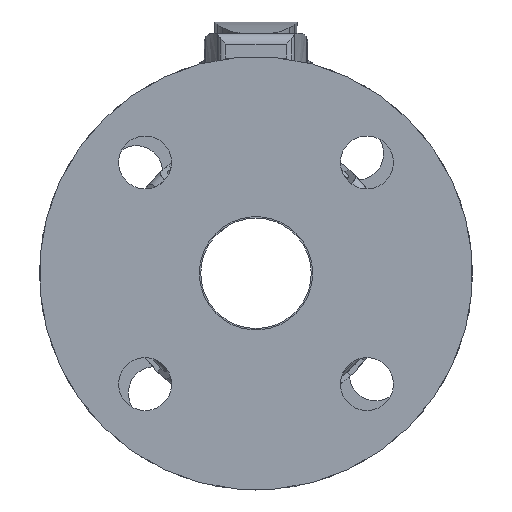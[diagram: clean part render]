
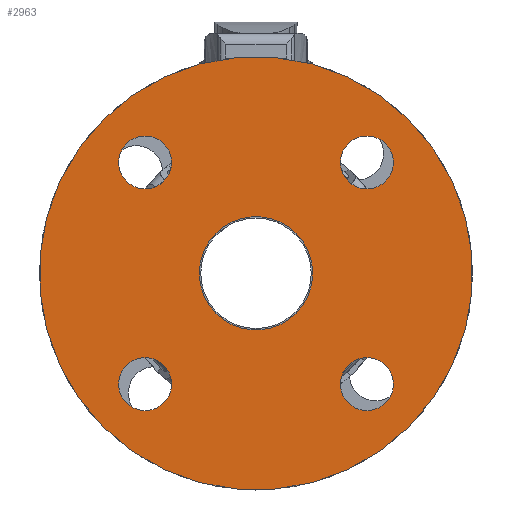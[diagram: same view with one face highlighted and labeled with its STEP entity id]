
A CAD part, left-side view. The second image highlights one B-rep face of the part: STEP entity #2963.
In plain terms, the highlighted planar face has unit normal (-1, 0, 0).
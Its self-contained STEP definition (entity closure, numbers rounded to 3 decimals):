
#2963=ADVANCED_FACE('',(#5999,#6000,#6001,#6002,#6003,#6004),#6005,.T.);
#5999=FACE_BOUND('',#9132,.T.);
#6000=FACE_BOUND('',#9133,.T.);
#6001=FACE_BOUND('',#9134,.T.);
#6002=FACE_BOUND('',#9135,.T.);
#6003=FACE_OUTER_BOUND('',#9136,.T.);
#6004=FACE_BOUND('',#9137,.T.);
#6005=PLANE('',#9138);
#9132=EDGE_LOOP('',(#18357,#18358));
#9133=EDGE_LOOP('',(#18359,#18360));
#9134=EDGE_LOOP('',(#18361,#18362));
#9135=EDGE_LOOP('',(#18363,#18364));
#9136=EDGE_LOOP('',(#18365,#18366));
#9137=EDGE_LOOP('',(#18367,#18368));
#9138=AXIS2_PLACEMENT_3D('',#18369,#18370,#18371);
#18357=ORIENTED_EDGE('',*,*,#22669,.T.);
#18358=ORIENTED_EDGE('',*,*,#22656,.T.);
#18359=ORIENTED_EDGE('',*,*,#22672,.T.);
#18360=ORIENTED_EDGE('',*,*,#22651,.T.);
#18361=ORIENTED_EDGE('',*,*,#22675,.T.);
#18362=ORIENTED_EDGE('',*,*,#22646,.T.);
#18363=ORIENTED_EDGE('',*,*,#22678,.T.);
#18364=ORIENTED_EDGE('',*,*,#22641,.T.);
#18365=ORIENTED_EDGE('',*,*,#22631,.T.);
#18366=ORIENTED_EDGE('',*,*,#22685,.T.);
#18367=ORIENTED_EDGE('',*,*,#22624,.F.);
#18368=ORIENTED_EDGE('',*,*,#22687,.F.);
#18369=CARTESIAN_POINT('',(-99.9,-14.142,14.142));
#18370=DIRECTION('',(-1.0,0.,0.));
#18371=DIRECTION('',(0.,0.707,0.707));
#22624=EDGE_CURVE('',#28179,#28182,#28183,.T.);
#22631=EDGE_CURVE('',#28189,#28193,#28195,.T.);
#22641=EDGE_CURVE('',#28207,#28211,#28213,.T.);
#22646=EDGE_CURVE('',#28216,#28220,#28222,.T.);
#22651=EDGE_CURVE('',#28225,#28229,#28231,.T.);
#22656=EDGE_CURVE('',#28234,#28238,#28240,.T.);
#22669=EDGE_CURVE('',#28238,#28234,#28258,.T.);
#22672=EDGE_CURVE('',#28229,#28225,#28261,.T.);
#22675=EDGE_CURVE('',#28220,#28216,#28264,.T.);
#22678=EDGE_CURVE('',#28211,#28207,#28267,.T.);
#22685=EDGE_CURVE('',#28193,#28189,#28274,.T.);
#22687=EDGE_CURVE('',#28182,#28179,#28276,.T.);
#28179=VERTEX_POINT('',#37394);
#28182=VERTEX_POINT('',#37398);
#28183=CIRCLE('',#37399,20.0);
#28189=VERTEX_POINT('',#37406);
#28193=VERTEX_POINT('',#37411);
#28195=CIRCLE('',#37414,76.5);
#28207=VERTEX_POINT('',#37428);
#28211=VERTEX_POINT('',#37433);
#28213=CIRCLE('',#37436,9.35);
#28216=VERTEX_POINT('',#37439);
#28220=VERTEX_POINT('',#37444);
#28222=CIRCLE('',#37447,9.35);
#28225=VERTEX_POINT('',#37450);
#28229=VERTEX_POINT('',#37455);
#28231=CIRCLE('',#37458,9.35);
#28234=VERTEX_POINT('',#37461);
#28238=VERTEX_POINT('',#37466);
#28240=CIRCLE('',#37469,9.35);
#28258=CIRCLE('',#37489,9.35);
#28261=CIRCLE('',#37492,9.35);
#28264=CIRCLE('',#37495,9.35);
#28267=CIRCLE('',#37498,9.35);
#28274=CIRCLE('',#37505,76.5);
#28276=CIRCLE('',#37507,20.0);
#37394=CARTESIAN_POINT('',(-99.9,-14.142,14.142));
#37398=CARTESIAN_POINT('',(-99.9,14.142,-14.142));
#37399=AXIS2_PLACEMENT_3D('',#43239,#43240,#43241);
#37406=CARTESIAN_POINT('',(-99.9,-54.094,54.094));
#37411=CARTESIAN_POINT('',(-99.9,54.094,-54.094));
#37414=AXIS2_PLACEMENT_3D('',#43251,#43252,#43253);
#37428=CARTESIAN_POINT('',(-99.9,-45.75,-45.75));
#37433=CARTESIAN_POINT('',(-99.9,-32.527,-32.527));
#37436=AXIS2_PLACEMENT_3D('',#43267,#43268,#43269);
#37439=CARTESIAN_POINT('',(-99.9,-45.75,45.75));
#37444=CARTESIAN_POINT('',(-99.9,-32.527,32.527));
#37447=AXIS2_PLACEMENT_3D('',#43275,#43276,#43277);
#37450=CARTESIAN_POINT('',(-99.9,45.75,45.75));
#37455=CARTESIAN_POINT('',(-99.9,32.527,32.527));
#37458=AXIS2_PLACEMENT_3D('',#43283,#43284,#43285);
#37461=CARTESIAN_POINT('',(-99.9,45.75,-45.75));
#37466=CARTESIAN_POINT('',(-99.9,32.527,-32.527));
#37469=AXIS2_PLACEMENT_3D('',#43291,#43292,#43293);
#37489=AXIS2_PLACEMENT_3D('',#43314,#43315,#43316);
#37492=AXIS2_PLACEMENT_3D('',#43320,#43321,#43322);
#37495=AXIS2_PLACEMENT_3D('',#43326,#43327,#43328);
#37498=AXIS2_PLACEMENT_3D('',#43332,#43333,#43334);
#37505=AXIS2_PLACEMENT_3D('',#43344,#43345,#43346);
#37507=AXIS2_PLACEMENT_3D('',#43347,#43348,#43349);
#43239=CARTESIAN_POINT('',(-99.9,0.,0.));
#43240=DIRECTION('',(-1.0,0.,0.0));
#43241=DIRECTION('',(0.,0.707,0.707));
#43251=CARTESIAN_POINT('',(-99.9,0.,0.));
#43252=DIRECTION('',(-1.0,0.,0.0));
#43253=DIRECTION('',(0.,0.707,0.707));
#43267=CARTESIAN_POINT('',(-99.9,-39.138,-39.138));
#43268=DIRECTION('',(1.0,0.,0.0));
#43269=DIRECTION('',(0.,-0.707,-0.707));
#43275=CARTESIAN_POINT('',(-99.9,-39.138,39.138));
#43276=DIRECTION('',(1.0,0.,0.0));
#43277=DIRECTION('',(0.,-0.707,0.707));
#43283=CARTESIAN_POINT('',(-99.9,39.138,39.138));
#43284=DIRECTION('',(1.0,0.,0.));
#43285=DIRECTION('',(0.,0.707,0.707));
#43291=CARTESIAN_POINT('',(-99.9,39.138,-39.138));
#43292=DIRECTION('',(1.0,0.,0.));
#43293=DIRECTION('',(0.,0.707,-0.707));
#43314=CARTESIAN_POINT('',(-99.9,39.138,-39.138));
#43315=DIRECTION('',(1.0,0.,0.));
#43316=DIRECTION('',(0.,0.707,-0.707));
#43320=CARTESIAN_POINT('',(-99.9,39.138,39.138));
#43321=DIRECTION('',(1.0,0.,0.));
#43322=DIRECTION('',(0.,0.707,0.707));
#43326=CARTESIAN_POINT('',(-99.9,-39.138,39.138));
#43327=DIRECTION('',(1.0,0.,0.0));
#43328=DIRECTION('',(0.,-0.707,0.707));
#43332=CARTESIAN_POINT('',(-99.9,-39.138,-39.138));
#43333=DIRECTION('',(1.0,0.,0.0));
#43334=DIRECTION('',(0.,-0.707,-0.707));
#43344=CARTESIAN_POINT('',(-99.9,0.,0.));
#43345=DIRECTION('',(-1.0,0.,0.0));
#43346=DIRECTION('',(0.,0.707,0.707));
#43347=CARTESIAN_POINT('',(-99.9,0.,0.));
#43348=DIRECTION('',(-1.0,0.,0.0));
#43349=DIRECTION('',(0.,0.707,0.707));
